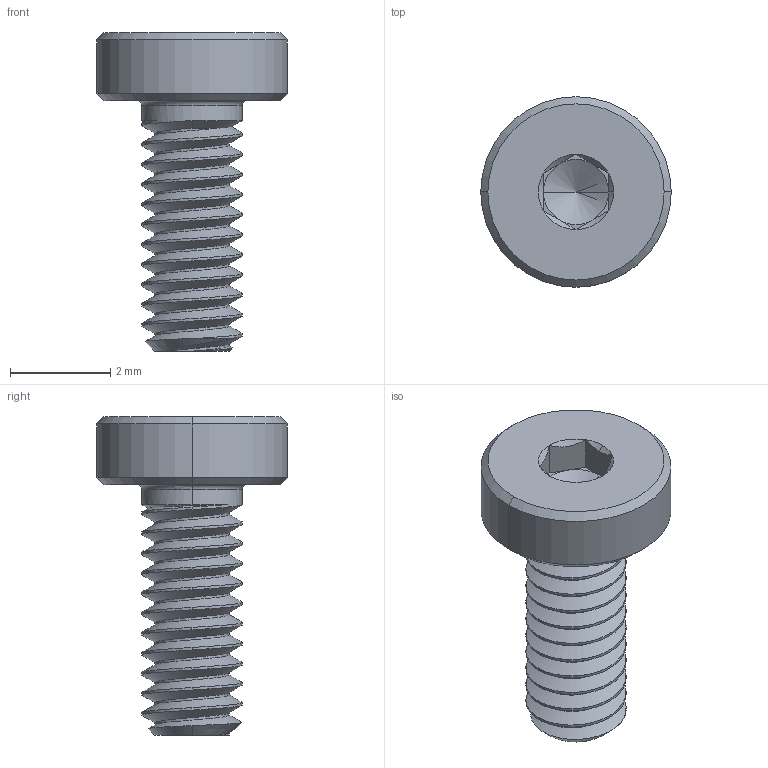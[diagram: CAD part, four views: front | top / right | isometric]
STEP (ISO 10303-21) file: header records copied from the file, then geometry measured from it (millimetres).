
FILE_DESCRIPTION (( 'STEP AP203' ), '1' );
FILE_NAME ('92855A837_18-8 Stainless Steel Low-Profile Socket Head Screws.STEP', '2022-12-15T16:55:59', ( 'Administrator' ), ( 'Managed by Terraform' ), 'SwSTEP 2.0', 'SolidWorks 2017', '' );
FILE_SCHEMA (( 'CONFIG_CONTROL_DESIGN' ));
Length unit declared in the file: millimetre
Products named in the file (1): 92855A837_18-8 Stainless Steel Low-Profile Socket Head Screws
Bounding box: 3.8 x 3.8 x 6.35 mm (x, y, z)
Volume: 26.2 mm3; surface area: 84.5 mm2
Topology: 1 solids, 1 shells, 63 faces, 154 edges, 93 vertices
Faces by surface type: cylinder 26, cone 17, plane 15, bspline 3, torus 2
Entity records: 3372 total; most frequent: CARTESIAN_POINT 1986, ORIENTED_EDGE 304, DIRECTION 248, EDGE_CURVE 152, AXIS2_PLACEMENT_3D 97, VERTEX_POINT 93, EDGE_LOOP 65, ADVANCED_FACE 63
